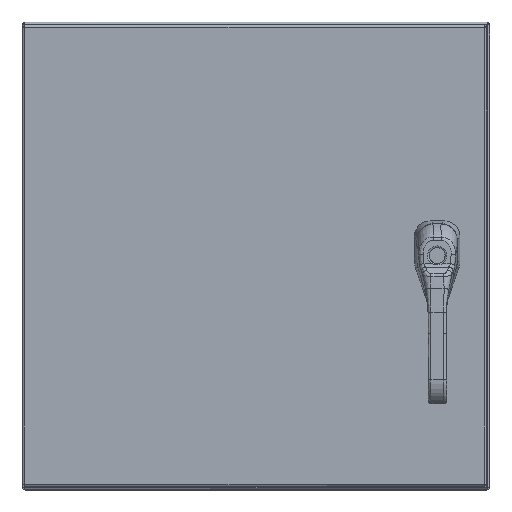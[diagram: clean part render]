
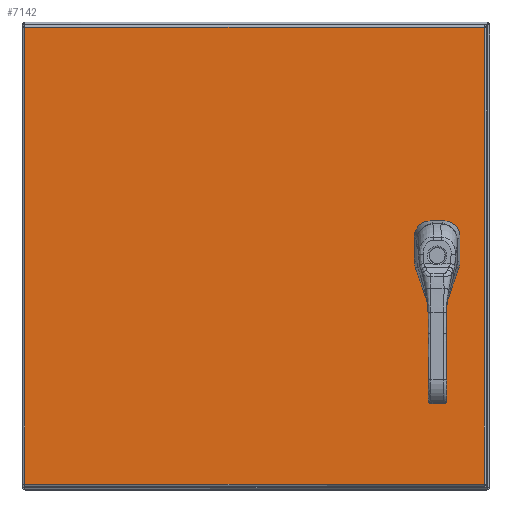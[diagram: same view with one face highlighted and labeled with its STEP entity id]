
A CAD part, top view. The second image highlights one B-rep face of the part: STEP entity #7142.
In plain terms, the highlighted face is planar.
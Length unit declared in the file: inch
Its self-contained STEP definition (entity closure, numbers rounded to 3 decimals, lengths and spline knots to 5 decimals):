
#5440=CARTESIAN_POINT('',(2.33762,10.275,0.0));
#5441=VERTEX_POINT('',#5440);
#5448=CARTESIAN_POINT('',(2.525,10.08762,0.0));
#5449=VERTEX_POINT('',#5448);
#5450=CARTESIAN_POINT('',(2.125,9.875,0.0));
#5451=DIRECTION('',(0.0,0.0,1.0));
#5452=DIRECTION('',(-0.469,-0.883,0.0));
#5453=AXIS2_PLACEMENT_3D('',#5450,#5451,#5452);
#5454=CIRCLE('',#5453,0.453);
#5455=EDGE_CURVE('',#5449,#5441,#5454,.T.);
#5480=CARTESIAN_POINT('',(2.525,9.66238,0.0));
#5481=VERTEX_POINT('',#5480);
#5482=CARTESIAN_POINT('',(2.525,9.66238,0.0));
#5483=DIRECTION('',(0.0,1.0,0.0));
#5484=VECTOR('',#5483,0.42525);
#5485=LINE('',#5482,#5484);
#5486=EDGE_CURVE('',#5481,#5449,#5485,.T.);
#5512=CARTESIAN_POINT('',(2.33762,9.475,0.0));
#5513=VERTEX_POINT('',#5512);
#5514=CARTESIAN_POINT('',(2.125,9.875,0.0));
#5515=DIRECTION('',(0.0,0.0,1.0));
#5516=DIRECTION('',(-0.883,0.469,0.0));
#5517=AXIS2_PLACEMENT_3D('',#5514,#5515,#5516);
#5518=CIRCLE('',#5517,0.453);
#5519=EDGE_CURVE('',#5513,#5481,#5518,.T.);
#5544=CARTESIAN_POINT('',(1.91238,9.475,0.0));
#5545=VERTEX_POINT('',#5544);
#5546=CARTESIAN_POINT('',(1.91238,9.475,0.0));
#5547=DIRECTION('',(1.0,0.0,0.0));
#5548=VECTOR('',#5547,0.42525);
#5549=LINE('',#5546,#5548);
#5550=EDGE_CURVE('',#5545,#5513,#5549,.T.);
#5576=CARTESIAN_POINT('',(1.725,9.66238,0.0));
#5577=VERTEX_POINT('',#5576);
#5578=CARTESIAN_POINT('',(2.125,9.875,0.0));
#5579=DIRECTION('',(0.0,0.0,1.0));
#5580=DIRECTION('',(0.469,0.883,0.0));
#5581=AXIS2_PLACEMENT_3D('',#5578,#5579,#5580);
#5582=CIRCLE('',#5581,0.453);
#5583=EDGE_CURVE('',#5577,#5545,#5582,.T.);
#5608=CARTESIAN_POINT('',(1.725,10.08762,0.0));
#5609=VERTEX_POINT('',#5608);
#5610=CARTESIAN_POINT('',(1.725,10.08762,0.0));
#5611=DIRECTION('',(0.0,-1.0,0.0));
#5612=VECTOR('',#5611,0.42525);
#5613=LINE('',#5610,#5612);
#5614=EDGE_CURVE('',#5609,#5577,#5613,.T.);
#5640=CARTESIAN_POINT('',(1.91238,10.275,0.0));
#5641=VERTEX_POINT('',#5640);
#5642=CARTESIAN_POINT('',(2.125,9.875,0.0));
#5643=DIRECTION('',(0.0,0.0,1.0));
#5644=DIRECTION('',(0.883,-0.469,0.0));
#5645=AXIS2_PLACEMENT_3D('',#5642,#5643,#5644);
#5646=CIRCLE('',#5645,0.453);
#5647=EDGE_CURVE('',#5641,#5609,#5646,.T.);
#5670=CARTESIAN_POINT('',(2.33762,10.275,0.0));
#5671=DIRECTION('',(-1.0,0.0,0.0));
#5672=VECTOR('',#5671,0.42525);
#5673=LINE('',#5670,#5672);
#5674=EDGE_CURVE('',#5441,#5641,#5673,.T.);
#5696=CARTESIAN_POINT('',(1.9845,8.497,0.0));
#5697=VERTEX_POINT('',#5696);
#5698=CARTESIAN_POINT('',(2.125,8.497,0.0));
#5699=DIRECTION('',(0.0,0.0,1.0));
#5700=DIRECTION('',(1.0,0.0,0.0));
#5701=AXIS2_PLACEMENT_3D('',#5698,#5699,#5700);
#5702=CIRCLE('',#5701,0.1405);
#5703=EDGE_CURVE('',#5697,#5697,#5702,.T.);
#5724=CARTESIAN_POINT('',(1.9845,8.989,0.0));
#5725=VERTEX_POINT('',#5724);
#5726=CARTESIAN_POINT('',(2.125,8.989,0.0));
#5727=DIRECTION('',(0.0,0.0,1.0));
#5728=DIRECTION('',(1.0,0.0,0.0));
#5729=AXIS2_PLACEMENT_3D('',#5726,#5727,#5728);
#5730=CIRCLE('',#5729,0.1405);
#5731=EDGE_CURVE('',#5725,#5725,#5730,.T.);
#5752=CARTESIAN_POINT('',(1.9845,10.76,0.0));
#5753=VERTEX_POINT('',#5752);
#5754=CARTESIAN_POINT('',(2.125,10.76,0.0));
#5755=DIRECTION('',(0.0,0.0,1.0));
#5756=DIRECTION('',(1.0,0.0,0.0));
#5757=AXIS2_PLACEMENT_3D('',#5754,#5755,#5756);
#5758=CIRCLE('',#5757,0.1405);
#5759=EDGE_CURVE('',#5753,#5753,#5758,.T.);
#6153=CARTESIAN_POINT('',(19.76975,0.10525,0.));
#6154=VERTEX_POINT('',#6153);
#6165=CARTESIAN_POINT('',(19.76975,19.64475,0.));
#6166=VERTEX_POINT('',#6165);
#6167=CARTESIAN_POINT('',(19.76975,19.64475,0.0));
#6168=DIRECTION('',(0.0,-1.0,0.0));
#6169=VECTOR('',#6168,19.5395);
#6170=LINE('',#6167,#6169);
#6171=EDGE_CURVE('',#6166,#6154,#6170,.T.);
#6323=CARTESIAN_POINT('',(0.10525,0.10525,0.));
#6324=VERTEX_POINT('',#6323);
#6335=CARTESIAN_POINT('',(19.76975,0.10525,0.0));
#6336=DIRECTION('',(-1.0,0.0,0.0));
#6337=VECTOR('',#6336,19.6645);
#6338=LINE('',#6335,#6337);
#6339=EDGE_CURVE('',#6154,#6324,#6338,.T.);
#6594=CARTESIAN_POINT('',(0.10525,19.64475,0.));
#6595=VERTEX_POINT('',#6594);
#6606=CARTESIAN_POINT('',(0.10525,0.10525,0.0));
#6607=DIRECTION('',(0.0,1.0,0.0));
#6608=VECTOR('',#6607,19.5395);
#6609=LINE('',#6606,#6608);
#6610=EDGE_CURVE('',#6324,#6595,#6609,.T.);
#6875=CARTESIAN_POINT('',(0.10525,19.64475,0.0));
#6876=DIRECTION('',(1.0,0.0,0.0));
#6877=VECTOR('',#6876,19.6645);
#6878=LINE('',#6875,#6877);
#6879=EDGE_CURVE('',#6595,#6166,#6878,.T.);
#7112=CARTESIAN_POINT('',(9.9375,9.875,0.0));
#7113=DIRECTION('',(0.0,0.0,1.0));
#7114=DIRECTION('',(1.0,0.0,0.0));
#7115=AXIS2_PLACEMENT_3D('',#7112,#7113,#7114);
#7116=PLANE('',#7115);
#7117=ORIENTED_EDGE('',*,*,#6171,.T.);
#7118=ORIENTED_EDGE('',*,*,#6339,.T.);
#7119=ORIENTED_EDGE('',*,*,#6610,.T.);
#7120=ORIENTED_EDGE('',*,*,#6879,.T.);
#7121=EDGE_LOOP('',(#7117,#7118,#7119,#7120));
#7122=FACE_OUTER_BOUND('',#7121,.T.);
#7123=ORIENTED_EDGE('',*,*,#5455,.T.);
#7124=ORIENTED_EDGE('',*,*,#5674,.T.);
#7125=ORIENTED_EDGE('',*,*,#5647,.T.);
#7126=ORIENTED_EDGE('',*,*,#5614,.T.);
#7127=ORIENTED_EDGE('',*,*,#5583,.T.);
#7128=ORIENTED_EDGE('',*,*,#5550,.T.);
#7129=ORIENTED_EDGE('',*,*,#5519,.T.);
#7130=ORIENTED_EDGE('',*,*,#5486,.T.);
#7131=EDGE_LOOP('',(#7123,#7124,#7125,#7126,#7127,#7128,#7129,#7130));
#7132=FACE_BOUND('',#7131,.T.);
#7133=ORIENTED_EDGE('',*,*,#5703,.T.);
#7134=EDGE_LOOP('',(#7133));
#7135=FACE_BOUND('',#7134,.T.);
#7136=ORIENTED_EDGE('',*,*,#5731,.T.);
#7137=EDGE_LOOP('',(#7136));
#7138=FACE_BOUND('',#7137,.T.);
#7139=ORIENTED_EDGE('',*,*,#5759,.T.);
#7140=EDGE_LOOP('',(#7139));
#7141=FACE_BOUND('',#7140,.T.);
#7142=ADVANCED_FACE('',(#7122,#7132,#7135,#7138,#7141),#7116,.F.);
